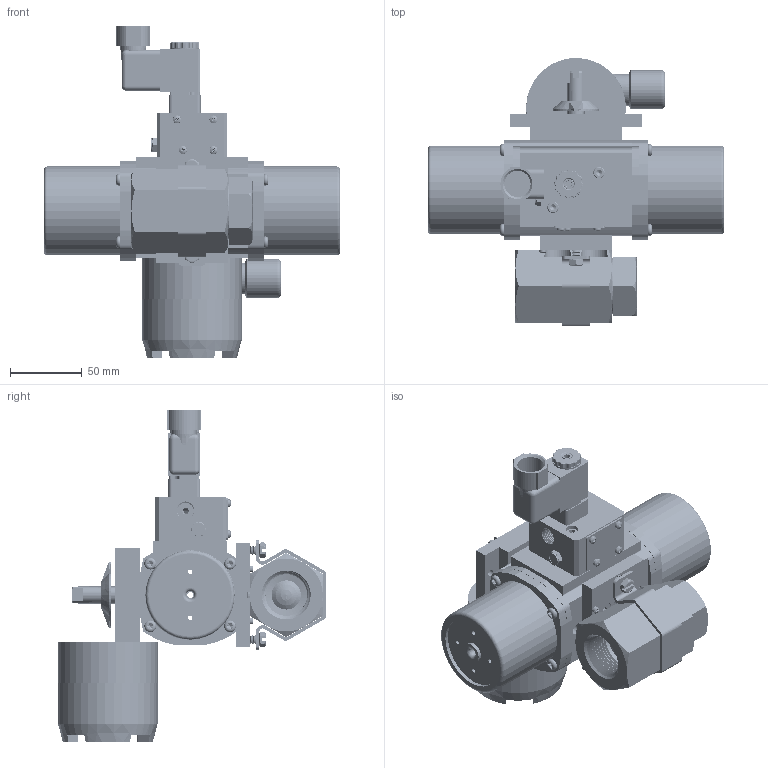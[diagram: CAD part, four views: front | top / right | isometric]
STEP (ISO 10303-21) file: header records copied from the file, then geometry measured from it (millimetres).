
FILE_DESCRIPTION (( 'STEP AP203' ), '1' );
FILE_NAME ('88XXNA512SR3GPDCLS.step', '2018-05-01T12:30:22', ( '' ), ( '' ), 'SwSTEP 2.0', 'SolidWorks 2017', '' );
FILE_SCHEMA (( 'CONFIG_CONTROL_DESIGN' ));
Length unit declared in the file: inch
Products named in the file (1): 88XXNA512SR3GPDCLS
Bounding box: 206.38 x 186.69 x 231.14 mm (x, y, z)
Volume: 860355.7 mm3; surface area: 349793.5 mm2
Topology: 66 solids, 66 shells, 5515 faces, 14409 edges, 9031 vertices
Faces by surface type: cylinder 2690, cone 1562, plane 897, torus 184, bspline 164, sphere 18
Entity records: 222485 total; most frequent: CARTESIAN_POINT 92053, ORIENTED_EDGE 28482, DIRECTION 27363, EDGE_CURVE 14241, AXIS2_PLACEMENT_3D 10977, VERTEX_POINT 9027, EDGE_LOOP 5928, CIRCLE 5625
